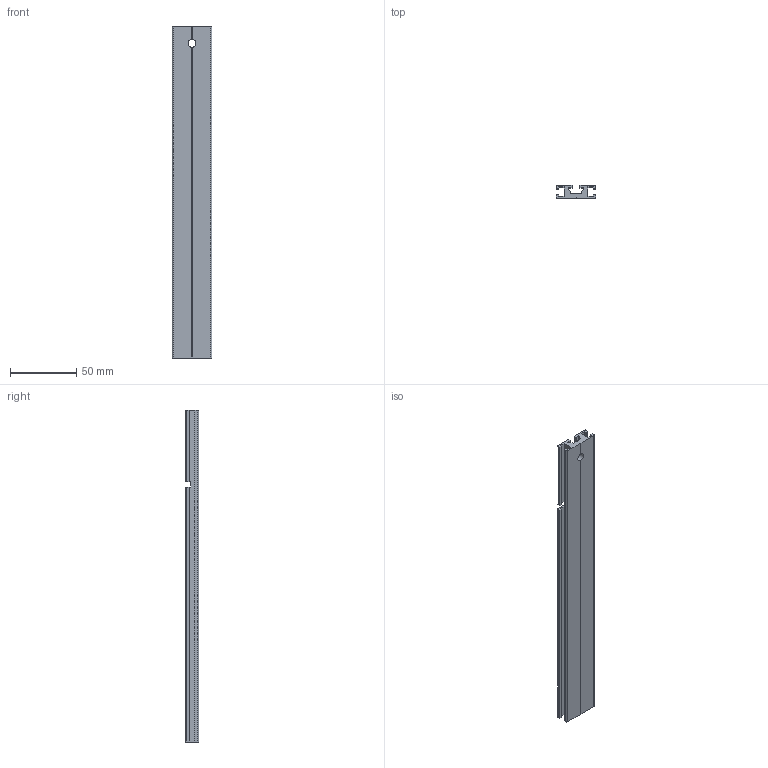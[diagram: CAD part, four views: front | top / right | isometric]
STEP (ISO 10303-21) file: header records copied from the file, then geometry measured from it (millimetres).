
FILE_DESCRIPTION(/* description */ (''),/* implementation_level */ '2;1');
FILE_NAME(/* name */ '1030 extruded aluminum.step',/* time_stamp */ '2022-05-18T19:24:14-04:00',/* author */ (''),/* organization */ (''),/* preprocessor_version */ 'ST-DEVELOPER v18.1',/* originating_system */ 'Autodesk Translation Framework v10.14.0.1471',/* authorisation */ '');
FILE_SCHEMA (('AUTOMOTIVE_DESIGN { 1 0 10303 214 3 1 1 }'));
Length unit declared in the file: millimetre
Products named in the file (1): 1030 extruded aluminum
Bounding box: 30 x 10 x 250 mm (x, y, z)
Volume: 42252.2 mm3; surface area: 34111.4 mm2
Topology: 1 solids, 1 shells, 73 faces, 217 edges, 144 vertices
Faces by surface type: plane 66, cylinder 7
Full cylindrical faces by diameter (mm): 6 x1
Entity records: 2463 total; most frequent: CARTESIAN_POINT 435, ORIENTED_EDGE 434, DIRECTION 389, EDGE_CURVE 217, LINE 193, VECTOR 193, VERTEX_POINT 144, AXIS2_PLACEMENT_3D 98
